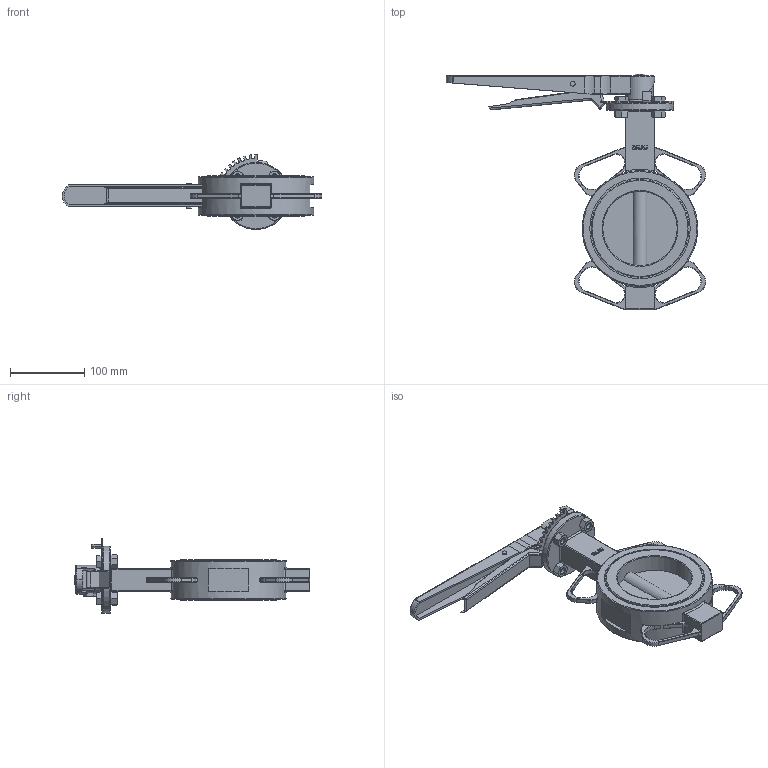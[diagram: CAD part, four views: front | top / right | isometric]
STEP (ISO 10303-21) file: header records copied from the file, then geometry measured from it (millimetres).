
FILE_DESCRIPTION(/* description */ (''),/* implementation_level */ '2;1');
FILE_NAME(/* name */ 'DN100_3D_STEP.stp',/* time_stamp */ '2025-09-20T14:19:12+03:00',/* author */ ('igorr'),/* organization */ (''),/* preprocessor_version */ 'ST-DEVELOPER v20',/* originating_system */ 'Autodesk Inventor 2025',/* authorisation */ '');
FILE_SCHEMA (('AUTOMOTIVE_DESIGN { 1 0 10303 214 3 1 1 }'));
Length unit declared in the file: millimetre
Products named in the file (10): Сборка1; Деталь1; Сборка3; Сборка1_1; Деталь3; Деталь4; Деталь5; AS 1110 - M10 x 16; AS 1110 - M10 x 16_1; ANSI B18.2.4.2M - M10x1,5
Assembly tree (15 placements, depth 4):
  Сборка1
    Деталь1
    Сборка3
      Сборка1_1
        Деталь3
        Деталь4
        Деталь5
        AS 1110 - M10 x 16
    AS 1110 - M10 x 16_1  x4
    ANSI B18.2.4.2M - M10x1,5  x4
Bounding box: 348.13 x 316 x 100.5 mm (x, y, z)
Volume: 975001.1 mm3; surface area: 209194.8 mm2
Topology: 14 solids, 14 shells, 828 faces, 2068 edges, 1271 vertices
Faces by surface type: plane 341, cylinder 259, cone 93, torus 84, bspline 47, sphere 4
Full cylindrical faces by diameter (mm): 3.9 x1, 6.5 x5, 8.376 x4, 10 x9, 13 x2, 16 x5, 35.602 x1, 36.4 x1, 39 x1, 90 x1, 100 x2, 131 x2, 135 x2, 155 x1
Entity records: 23323 total; most frequent: CARTESIAN_POINT 5560, DIRECTION 3585, ORIENTED_EDGE 3502, EDGE_CURVE 1751, AXIS2_PLACEMENT_3D 1346, VERTEX_POINT 1094, LINE 893, VECTOR 893
